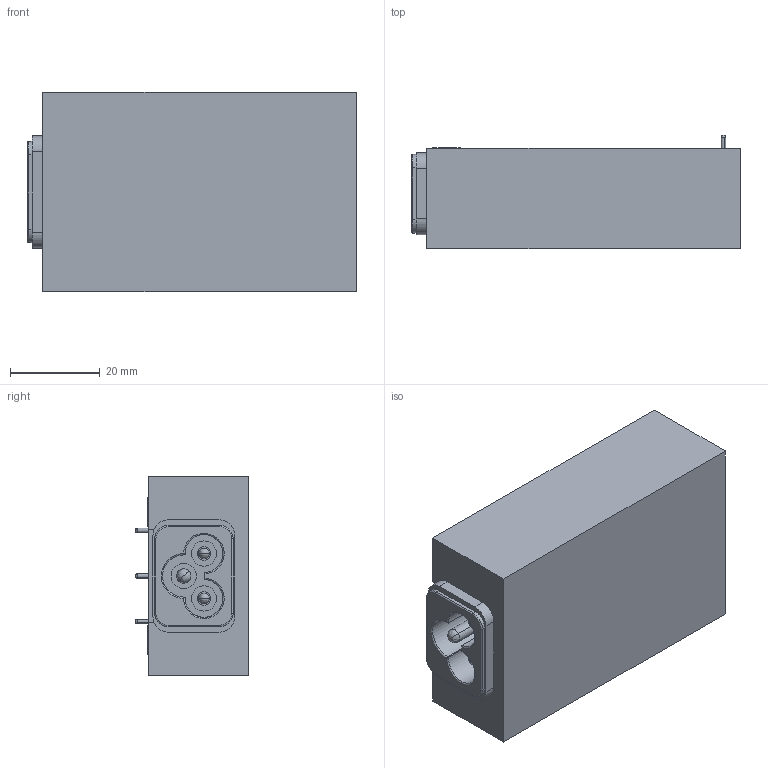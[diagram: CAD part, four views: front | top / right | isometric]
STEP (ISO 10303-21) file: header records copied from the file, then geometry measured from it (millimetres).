
FILE_DESCRIPTION (( 'STEP AP214' ), '1' );
FILE_NAME ('BP32010.STEP', '2022-04-20T14:52:05', ( '' ), ( '' ), 'SwSTEP 2.0', 'SolidWorks 2020', '' );
FILE_SCHEMA (( 'AUTOMOTIVE_DESIGN' ));
Length unit declared in the file: inch
Products named in the file (9): Pin (swage mnt)_.040 x .780; covers_without fill hole; 860047931 Rev B_860047932; BP32010; 321213000 assembly_web model BP3; 321213000 Rev D_web model; PDI_ 42R51-5131-NFPT_.031 thick board; Screw 4-40x_25 PHMS_90272A106; Round Spacer_#4 .25R,.688L
Assembly tree (12 placements, depth 3):
  BP32010
    860047931 Rev B_860047932
    covers_without fill hole
    321213000 assembly_web model BP3
      321213000 Rev D_web model
      Pin (swage mnt)_.040 x .780  x3
      Round Spacer_#4 .25R,.688L  x2
      Screw 4-40x_25 PHMS_90272A106  x2
      PDI_ 42R51-5131-NFPT_.031 thick board
Bounding box: 73.24 x 25.32 x 44.45 mm (x, y, z)
Volume: 17454.5 mm3; surface area: 32238.6 mm2
Topology: 17 solids, 17 shells, 711 faces, 1931 edges, 1262 vertices
Faces by surface type: cylinder 408, plane 231, cone 30, bspline 24, sphere 10, torus 8
Entity records: 23460 total; most frequent: CARTESIAN_POINT 4933, DIRECTION 3138, ORIENTED_EDGE 3094, EDGE_CURVE 1547, AXIS2_PLACEMENT_3D 1182, VERTEX_POINT 1021, VECTOR 774, LINE 774
